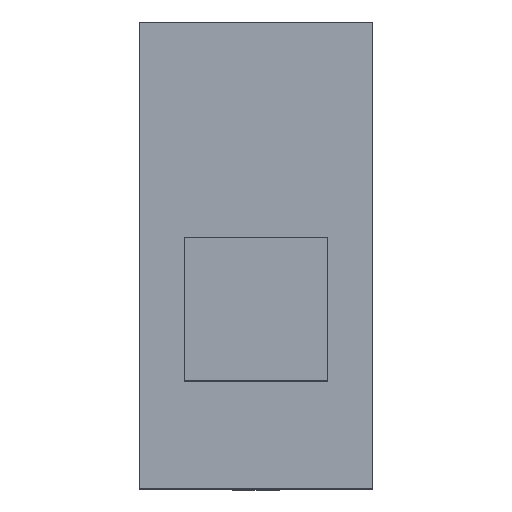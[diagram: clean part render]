
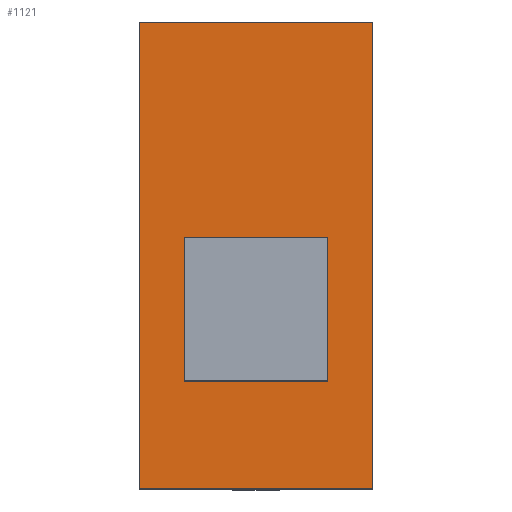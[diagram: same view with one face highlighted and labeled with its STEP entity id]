
A CAD part, top view. The second image highlights one B-rep face of the part: STEP entity #1121.
In plain terms, the highlighted planar face has unit normal (0, 0, 1).
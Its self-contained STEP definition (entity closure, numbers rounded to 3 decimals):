
#12 = EDGE_CURVE ( 'NONE', #1014, #371, #688, .T. ) ;
#16 = EDGE_CURVE ( 'NONE', #613, #1051, #1190, .T. ) ;
#30 = LINE ( 'NONE', #939, #770 ) ;
#85 = DIRECTION ( 'NONE',  ( 1., 0., 0. ) ) ;
#107 = CARTESIAN_POINT ( 'NONE',  ( 2., 3., 3.25 ) ) ;
#131 = AXIS2_PLACEMENT_3D ( 'NONE', #790, #141, #172 ) ;
#138 = ORIENTED_EDGE ( 'NONE', *, *, #514, .F. ) ;
#141 = DIRECTION ( 'NONE',  ( 0., 0., -1. ) ) ;
#155 = DIRECTION ( 'NONE',  ( 0., -1., 0. ) ) ;
#166 = FACE_BOUND ( 'NONE', #1028, .T. ) ;
#172 = DIRECTION ( 'NONE',  ( -1., 0., 0. ) ) ;
#214 = CARTESIAN_POINT ( 'NONE',  ( -3.25, 13., 3.25 ) ) ;
#222 = EDGE_CURVE ( 'NONE', #1014, #1235, #30, .T. ) ;
#228 = EDGE_LOOP ( 'NONE', ( #747, #691, #1147, #956 ) ) ;
#290 = CARTESIAN_POINT ( 'NONE',  ( -2., 3., 3.25 ) ) ;
#328 = VERTEX_POINT ( 'NONE', #1127 ) ;
#351 = CARTESIAN_POINT ( 'NONE',  ( 2., 7., 3.25 ) ) ;
#371 = VERTEX_POINT ( 'NONE', #472 ) ;
#382 = DIRECTION ( 'NONE',  ( 1., 0., 0. ) ) ;
#409 = LINE ( 'NONE', #1046, #906 ) ;
#414 = EDGE_CURVE ( 'NONE', #371, #328, #1204, .T. ) ;
#472 = CARTESIAN_POINT ( 'NONE',  ( 3.25, 13., 3.25 ) ) ;
#487 = LINE ( 'NONE', #888, #1168 ) ;
#500 = LINE ( 'NONE', #290, #929 ) ;
#514 = EDGE_CURVE ( 'NONE', #572, #739, #500, .T. ) ;
#524 = DIRECTION ( 'NONE',  ( 0., -1., 0. ) ) ;
#538 = VECTOR ( 'NONE', #1187, 1000. ) ;
#556 = CARTESIAN_POINT ( 'NONE',  ( -3.25, 13., 3.25 ) ) ;
#566 = DIRECTION ( 'NONE',  ( 0., 1., 0. ) ) ;
#572 = VERTEX_POINT ( 'NONE', #1114 ) ;
#582 = PLANE ( 'NONE',  #131 ) ;
#597 = VECTOR ( 'NONE', #884, 1000. ) ;
#613 = VERTEX_POINT ( 'NONE', #351 ) ;
#659 = CARTESIAN_POINT ( 'NONE',  ( 3.25, 13., 3.25 ) ) ;
#670 = CARTESIAN_POINT ( 'NONE',  ( -3.25, 0., 3.25 ) ) ;
#683 = LINE ( 'NONE', #1308, #538 ) ;
#688 = LINE ( 'NONE', #556, #1183 ) ;
#691 = ORIENTED_EDGE ( 'NONE', *, *, #414, .F. ) ;
#739 = VERTEX_POINT ( 'NONE', #107 ) ;
#747 = ORIENTED_EDGE ( 'NONE', *, *, #1186, .T. ) ;
#770 = VECTOR ( 'NONE', #1023, 1000. ) ;
#790 = CARTESIAN_POINT ( 'NONE',  ( -3.25, 13., 3.25 ) ) ;
#796 = ORIENTED_EDGE ( 'NONE', *, *, #16, .F. ) ;
#884 = DIRECTION ( 'NONE',  ( -1., 0., 0. ) ) ;
#888 = CARTESIAN_POINT ( 'NONE',  ( 2., 7., 3.25 ) ) ;
#906 = VECTOR ( 'NONE', #524, 1000. ) ;
#913 = EDGE_CURVE ( 'NONE', #1051, #572, #409, .T. ) ;
#929 = VECTOR ( 'NONE', #85, 1000. ) ;
#939 = CARTESIAN_POINT ( 'NONE',  ( -3.25, 13., 3.25 ) ) ;
#956 = ORIENTED_EDGE ( 'NONE', *, *, #222, .T. ) ;
#1009 = FACE_OUTER_BOUND ( 'NONE', #228, .T. ) ;
#1014 = VERTEX_POINT ( 'NONE', #214 ) ;
#1023 = DIRECTION ( 'NONE',  ( 0., -1., 0. ) ) ;
#1028 = EDGE_LOOP ( 'NONE', ( #1038, #138, #1074, #796 ) ) ;
#1038 = ORIENTED_EDGE ( 'NONE', *, *, #1135, .F. ) ;
#1046 = CARTESIAN_POINT ( 'NONE',  ( -2., 7., 3.25 ) ) ;
#1051 = VERTEX_POINT ( 'NONE', #1067 ) ;
#1067 = CARTESIAN_POINT ( 'NONE',  ( -2., 7., 3.25 ) ) ;
#1074 = ORIENTED_EDGE ( 'NONE', *, *, #913, .F. ) ;
#1097 = VECTOR ( 'NONE', #155, 1000. ) ;
#1100 = CARTESIAN_POINT ( 'NONE',  ( -2., 7., 3.25 ) ) ;
#1114 = CARTESIAN_POINT ( 'NONE',  ( -2., 3., 3.25 ) ) ;
#1121 = ADVANCED_FACE ( 'NONE', ( #1009, #166 ), #582, .F. ) ;
#1127 = CARTESIAN_POINT ( 'NONE',  ( 3.25, 0., 3.25 ) ) ;
#1135 = EDGE_CURVE ( 'NONE', #739, #613, #487, .T. ) ;
#1147 = ORIENTED_EDGE ( 'NONE', *, *, #12, .F. ) ;
#1168 = VECTOR ( 'NONE', #566, 1000. ) ;
#1183 = VECTOR ( 'NONE', #382, 1000. ) ;
#1186 = EDGE_CURVE ( 'NONE', #1235, #328, #683, .T. ) ;
#1187 = DIRECTION ( 'NONE',  ( 1., 0., 0. ) ) ;
#1190 = LINE ( 'NONE', #1100, #597 ) ;
#1204 = LINE ( 'NONE', #659, #1097 ) ;
#1235 = VERTEX_POINT ( 'NONE', #670 ) ;
#1308 = CARTESIAN_POINT ( 'NONE',  ( -3.25, 0., 3.25 ) ) ;
